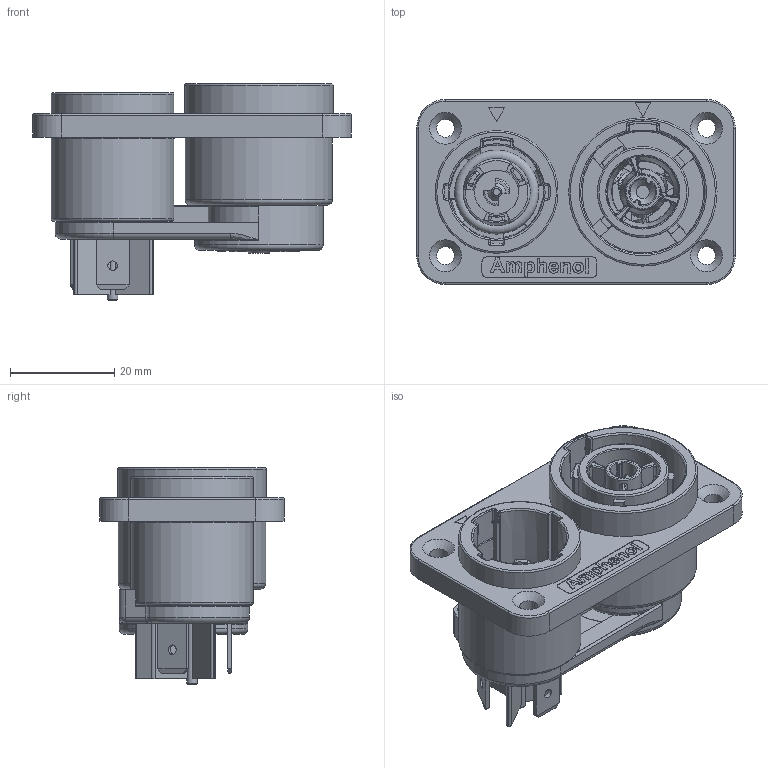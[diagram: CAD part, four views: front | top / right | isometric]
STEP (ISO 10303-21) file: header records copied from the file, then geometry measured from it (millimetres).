
FILE_DESCRIPTION(/* description */ (''),/* implementation_level */ '2;1');
FILE_NAME(/* name */ 'HPT-3-CC.stp',/* time_stamp */ '2019-07-26T15:47:37+10:00',/* author */ ('thien'),/* organization */ (''),/* preprocessor_version */ 'ST-DEVELOPER v17',/* originating_system */ 'Autodesk Inventor 2018',/* authorisation */ '');
FILE_SCHEMA (('CONFIG_CONTROL_DESIGN'));
Length unit declared in the file: inch
Products named in the file (1): 55011084-000_Shrinkwrap_1
Bounding box: 61 x 35.4 x 41.4 mm (x, y, z)
Volume: 21141.7 mm3; surface area: 32934 mm2
Topology: 16 solids, 16 shells, 2042 faces, 5340 edges, 3379 vertices
Faces by surface type: plane 1030, cylinder 499, bspline 306, torus 123, cone 64, sphere 20
Full cylindrical faces by diameter (mm): 0.44 x1, 0.498 x1, 1.8 x3, 2 x2, 2.45 x1, 2.5 x1, 3 x2, 3.3 x2, 3.4 x8, 6.8 x1, 8.44 x1, 12.85 x1, 13.8 x1, 17.37 x1, 17.4 x1, 17.97 x1, 18 x1, 19.4 x1, 21.3 x1, 21.47 x1, 21.5 x1, 22.634 x1, 23.5 x2, 23.8 x1, 24.634 x1, 26.1 x1, 26.22 x1, 26.25 x1, 28.2 x1, 28.4 x1
Entity records: 74946 total; most frequent: CARTESIAN_POINT 26105, ORIENTED_EDGE 10628, DIRECTION 9452, EDGE_CURVE 5314, VERTEX_POINT 3379, AXIS2_PLACEMENT_3D 3239, LINE 2974, VECTOR 2974
